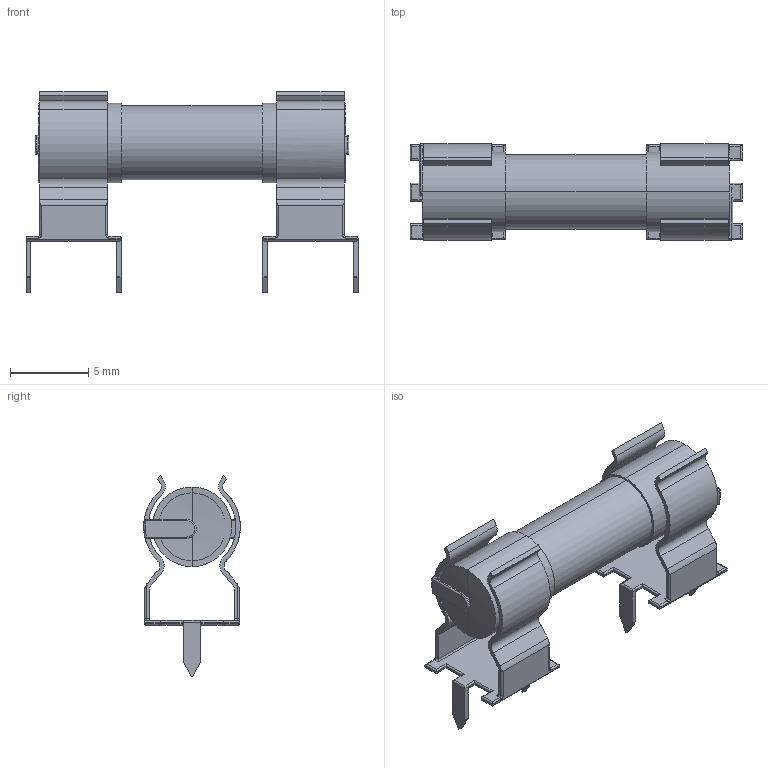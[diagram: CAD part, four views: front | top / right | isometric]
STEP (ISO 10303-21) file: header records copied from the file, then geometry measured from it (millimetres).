
FILE_DESCRIPTION (( 'STEP AP214' ), '1' );
FILE_NAME ('SW3dPS-Full Fuse.STEP', '2009-06-29T04:12:41', ( 'sysAdmin' ), ( 'SolidWorks' ), 'SwSTEP 2.0', 'SolidWorks 2009', '' );
FILE_SCHEMA (( 'AUTOMOTIVE_DESIGN' ));
Length unit declared in the file: millimetre
Products named in the file (3): SW3dPS-Full Fuse; SW3dPS-Full Fuse_Fuse Leg_2009; SW3dPS-Full Fuse_Fuse Small 1A
Assembly tree (3 placements, depth 2):
  SW3dPS-Full Fuse
    SW3dPS-Full Fuse_Fuse Leg_2009  x2
    SW3dPS-Full Fuse_Fuse Small 1A
Bounding box: 21.28 x 6.19 x 12.9 mm (x, y, z)
Volume: 157 mm3; surface area: 1546.3 mm2
Topology: 6 solids, 6 shells, 304 faces, 750 edges, 460 vertices
Faces by surface type: cylinder 178, plane 104, torus 14, sphere 8
Entity records: 6741 total; most frequent: CARTESIAN_POINT 998, DIRECTION 812, ORIENTED_EDGE 794, EDGE_CURVE 397, AXIS2_PLACEMENT_3D 290, VERTEX_POINT 244, VECTOR 232, LINE 232
